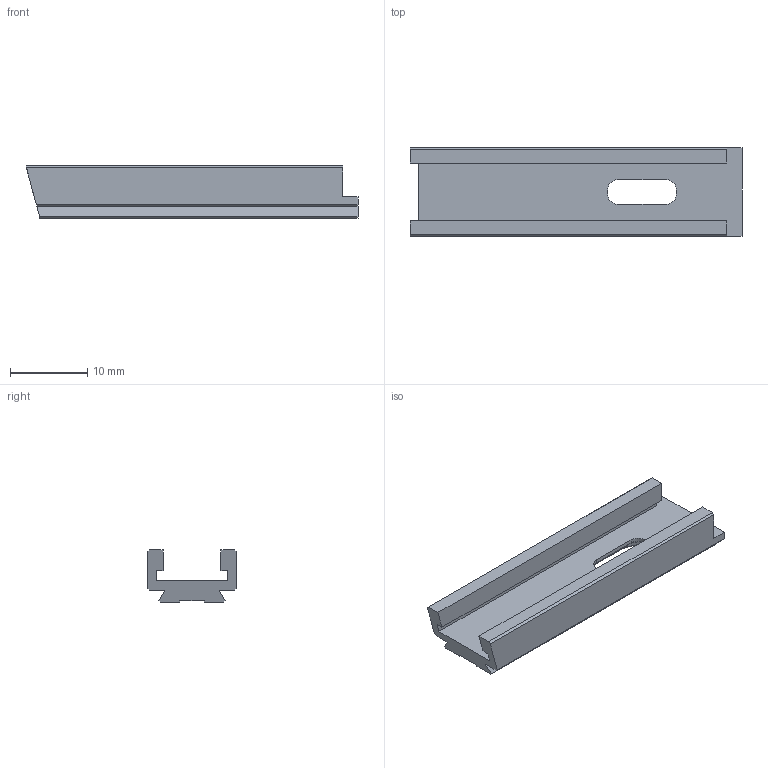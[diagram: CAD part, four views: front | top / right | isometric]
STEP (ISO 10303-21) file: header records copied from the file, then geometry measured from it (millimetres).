
FILE_DESCRIPTION (( 'STEP AP214' ), '1' );
FILE_NAME ('slottedRail.STEP', '2025-01-08T19:21:51', ( '' ), ( '' ), 'SwSTEP 2.0', 'SolidWorks 2023', '' );
FILE_SCHEMA (( 'AUTOMOTIVE_DESIGN' ));
Length unit declared in the file: millimetre
Products named in the file (1): slottedRail
Bounding box: 43 x 11.5 x 6.75 mm (x, y, z)
Volume: 1428.4 mm3; surface area: 2146.6 mm2
Topology: 1 solids, 1 shells, 60 faces, 161 edges, 103 vertices
Faces by surface type: plane 46, cone 7, cylinder 7
Entity records: 1877 total; most frequent: CARTESIAN_POINT 337, ORIENTED_EDGE 322, DIRECTION 304, EDGE_CURVE 161, LINE 132, VECTOR 132, VERTEX_POINT 103, AXIS2_PLACEMENT_3D 86
